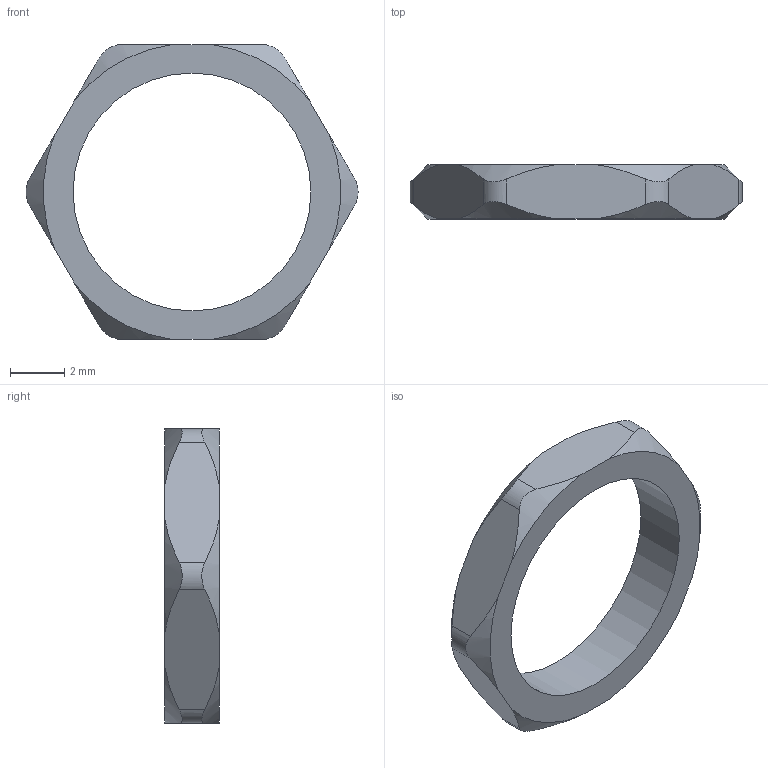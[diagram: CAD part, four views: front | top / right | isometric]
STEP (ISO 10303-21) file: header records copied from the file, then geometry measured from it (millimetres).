
FILE_DESCRIPTION(/* description */ (''),/* implementation_level */ '2;1');
FILE_NAME(/* name */ 'nut.stp',/* time_stamp */ '2020-01-29T11:18:08-05:00',/* author */ ('julia'),/* organization */ (''),/* preprocessor_version */ 'ST-DEVELOPER v18',/* originating_system */ 'Autodesk Inventor 2020',/* authorisation */ '');
FILE_SCHEMA (('AUTOMOTIVE_DESIGN { 1 0 10303 214 3 1 1 }'));
Length unit declared in the file: millimetre
Products named in the file (1): nut
Bounding box: 12.28 x 2 x 10.9 mm (x, y, z)
Volume: 79.9 mm3; surface area: 202.4 mm2
Topology: 1 solids, 1 shells, 27 faces, 75 edges, 50 vertices
Faces by surface type: cone 12, plane 8, cylinder 7
Full cylindrical faces by diameter (mm): 8.8 x1
Entity records: 1016 total; most frequent: CARTESIAN_POINT 357, ORIENTED_EDGE 150, DIRECTION 109, EDGE_CURVE 75, VERTEX_POINT 50, AXIS2_PLACEMENT_3D 42, EDGE_LOOP 29, FACE_OUTER_BOUND 27
